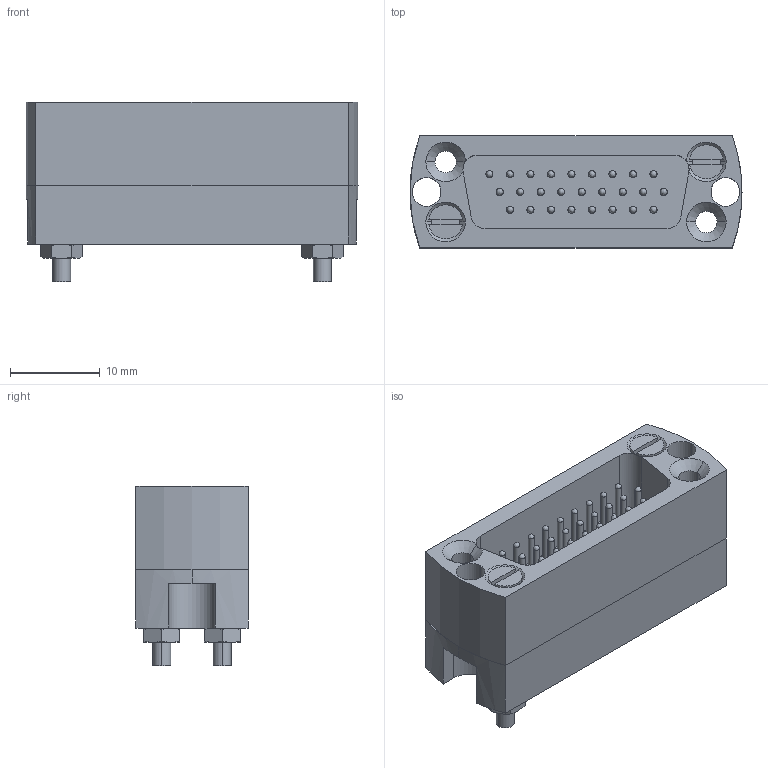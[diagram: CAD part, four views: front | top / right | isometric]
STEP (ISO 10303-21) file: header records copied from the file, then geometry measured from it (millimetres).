
FILE_DESCRIPTION (( 'STEP AP214' ), '1' );
FILE_NAME ('211-MS26H-PK.STEP', '2025-03-31T08:41:32', ( '' ), ( '' ), 'SwSTEP 2.0', 'SolidWorks 2022', '' );
FILE_SCHEMA (( 'AUTOMOTIVE_DESIGN' ));
Length unit declared in the file: millimetre
Products named in the file (6): Hexagon Nut ISO 4032 - M2 - D - N_Hexagon Nut ISO 4032 - M2 - D - N; 9211-FSXH-PK-BP_9211-FS26H-PK-BP; ISO 2009 - M2 x 20 --- 20C_ISO 2009 - M2 x 20 --- 20C; 9211-MSXH-PK-FP_9211-MS26H-PK-FP; 211-MS26H-PK; 360-CRM-0.7
Assembly tree (32 placements, depth 2):
  211-MS26H-PK
    9211-MSXH-PK-FP_9211-MS26H-PK-FP
    9211-FSXH-PK-BP_9211-FS26H-PK-BP
    360-CRM-0.7  x26
    Hexagon Nut ISO 4032 - M2 - D - N_Hexagon Nut ISO 4032 - M2 - D - N  x2
    ISO 2009 - M2 x 20 --- 20C_ISO 2009 - M2 x 20 --- 20C  x2
Bounding box: 37 x 12.5 x 20 mm (x, y, z)
Volume: 5115 mm3; surface area: 6979.2 mm2
Topology: 32 solids, 32 shells, 799 faces, 1922 edges, 1186 vertices
Faces by surface type: cylinder 470, plane 151, cone 148, bspline 26, torus 4
Entity records: 11627 total; most frequent: DIRECTION 2130, CARTESIAN_POINT 2095, ORIENTED_EDGE 1752, AXIS2_PLACEMENT_3D 900, EDGE_CURVE 876, VERTEX_POINT 557, EDGE_LOOP 517, CIRCLE 509
